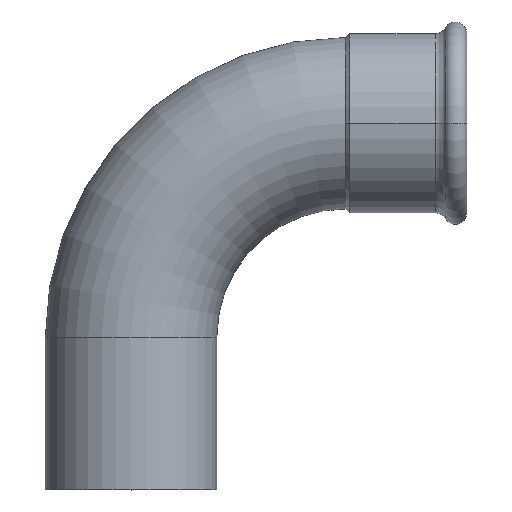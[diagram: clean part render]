
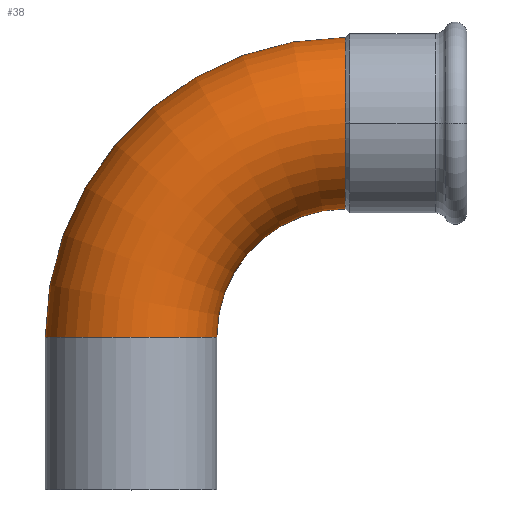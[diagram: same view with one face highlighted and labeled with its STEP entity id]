
A CAD part, top view. The second image highlights one B-rep face of the part: STEP entity #38.
In plain terms, the highlighted toroidal (fillet/blend) face has major radius 111 mm and minor radius 44.45 mm.
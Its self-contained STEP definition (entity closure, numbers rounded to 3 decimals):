
#3 = ORIENTED_EDGE ( 'NONE', *, *, #66, .F. ) ;
#10 = DIRECTION ( 'NONE',  ( -1., 0., 0. ) ) ;
#11 = EDGE_CURVE ( 'NONE', #512, #245, #271, .T. ) ;
#19 = AXIS2_PLACEMENT_3D ( 'NONE', #506, #383, #210 ) ;
#38 = ADVANCED_FACE ( 'NONE', ( #401 ), #205, .T. ) ;
#45 = AXIS2_PLACEMENT_3D ( 'NONE', #287, #703, #637 ) ;
#56 = AXIS2_PLACEMENT_3D ( 'NONE', #273, #574, #10 ) ;
#66 = EDGE_CURVE ( 'NONE', #189, #354, #414, .T. ) ;
#85 = DIRECTION ( 'NONE',  ( 0., 0., 1. ) ) ;
#92 = CARTESIAN_POINT ( 'NONE',  ( 111., 155.45, 0. ) ) ;
#96 = CIRCLE ( 'NONE', #335, 44.45 ) ;
#100 = CARTESIAN_POINT ( 'NONE',  ( 44.45, 0., 0. ) ) ;
#119 = ORIENTED_EDGE ( 'NONE', *, *, #11, .T. ) ;
#125 = ORIENTED_EDGE ( 'NONE', *, *, #783, .T. ) ;
#130 = EDGE_LOOP ( 'NONE', ( #3, #125, #119, #575, #509 ) ) ;
#160 = DIRECTION ( 'NONE',  ( 1., 0., 0. ) ) ;
#163 = AXIS2_PLACEMENT_3D ( 'NONE', #412, #716, #336 ) ;
#189 = VERTEX_POINT ( 'NONE', #92 ) ;
#190 = EDGE_CURVE ( 'NONE', #354, #500, #96, .T. ) ;
#205 = TOROIDAL_SURFACE ( 'NONE', #661, 111., 44.45 ) ;
#210 = DIRECTION ( 'NONE',  ( 1., 0., 0. ) ) ;
#245 = VERTEX_POINT ( 'NONE', #100 ) ;
#271 = CIRCLE ( 'NONE', #56, 44.45 ) ;
#273 = CARTESIAN_POINT ( 'NONE',  ( 0., 0., 0. ) ) ;
#287 = CARTESIAN_POINT ( 'NONE',  ( 111., 0., 0. ) ) ;
#335 = AXIS2_PLACEMENT_3D ( 'NONE', #349, #160, #531 ) ;
#336 = DIRECTION ( 'NONE',  ( 0., 1., 0. ) ) ;
#349 = CARTESIAN_POINT ( 'NONE',  ( 111., 111., 0. ) ) ;
#354 = VERTEX_POINT ( 'NONE', #750 ) ;
#383 = DIRECTION ( 'NONE',  ( 0., 0., 1. ) ) ;
#401 = FACE_OUTER_BOUND ( 'NONE', #130, .T. ) ;
#412 = CARTESIAN_POINT ( 'NONE',  ( 111., 111., 0. ) ) ;
#414 = CIRCLE ( 'NONE', #163, 44.45 ) ;
#450 = CARTESIAN_POINT ( 'NONE',  ( 111., 66.55, 0. ) ) ;
#459 = CARTESIAN_POINT ( 'NONE',  ( -44.45, 0., 0. ) ) ;
#472 = EDGE_CURVE ( 'NONE', #500, #245, #619, .T. ) ;
#500 = VERTEX_POINT ( 'NONE', #450 ) ;
#506 = CARTESIAN_POINT ( 'NONE',  ( 111., 0., 0. ) ) ;
#509 = ORIENTED_EDGE ( 'NONE', *, *, #190, .F. ) ;
#512 = VERTEX_POINT ( 'NONE', #459 ) ;
#531 = DIRECTION ( 'NONE',  ( 0., 1., 0. ) ) ;
#574 = DIRECTION ( 'NONE',  ( 0., 1., 0. ) ) ;
#575 = ORIENTED_EDGE ( 'NONE', *, *, #472, .F. ) ;
#619 = CIRCLE ( 'NONE', #45, 66.55 ) ;
#621 = CIRCLE ( 'NONE', #19, 155.45 ) ;
#637 = DIRECTION ( 'NONE',  ( 1., 0., 0. ) ) ;
#646 = CARTESIAN_POINT ( 'NONE',  ( 111., 0., 0. ) ) ;
#656 = DIRECTION ( 'NONE',  ( 1., 0., 0. ) ) ;
#661 = AXIS2_PLACEMENT_3D ( 'NONE', #646, #85, #656 ) ;
#703 = DIRECTION ( 'NONE',  ( 0., 0., 1. ) ) ;
#716 = DIRECTION ( 'NONE',  ( 1., 0., 0. ) ) ;
#750 = CARTESIAN_POINT ( 'NONE',  ( 111., 111., 44.45 ) ) ;
#783 = EDGE_CURVE ( 'NONE', #189, #512, #621, .T. ) ;
